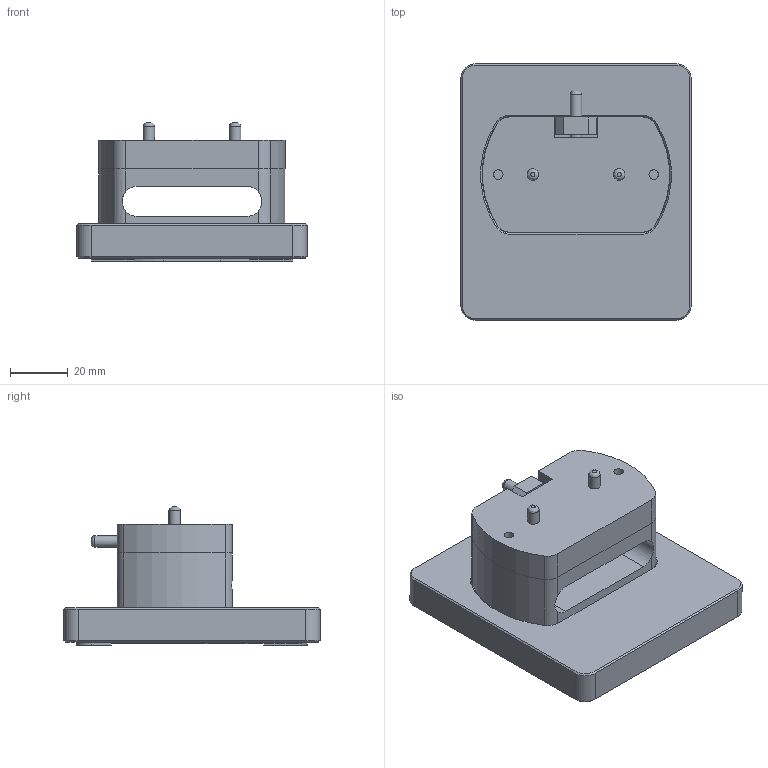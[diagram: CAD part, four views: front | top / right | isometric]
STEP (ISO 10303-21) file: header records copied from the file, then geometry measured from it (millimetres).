
FILE_DESCRIPTION(/* description */ (''),/* implementation_level */ '2;1');
FILE_NAME(/* name */ 'Fixation murale v28.step',/* time_stamp */ '2021-03-21T21:51:55+01:00',/* author */ (''),/* organization */ (''),/* preprocessor_version */ 'ST-DEVELOPER v18.1',/* originating_system */ 'Autodesk Translation Framework v9.10.0.1330',/* authorisation */ '');
FILE_SCHEMA (('AUTOMOTIVE_DESIGN { 1 0 10303 214 3 1 1 }'));
Length unit declared in the file: millimetre
Products named in the file (7): Fixation murale; Plaque fixe; Plaque pivotante; Couvercle de fixation; Entretoise de fixation; HI_BN 2102 Vis M4x8; Goupille D4h6x22
Assembly tree (10 placements, depth 2):
  Fixation murale
    Plaque fixe
    Plaque pivotante
    Couvercle de fixation
    Entretoise de fixation
    Goupille D4h6x22  x3
    HI_BN 2102 Vis M4x8  x3
Bounding box: 80 x 89 x 48 mm (x, y, z)
Volume: 124523.8 mm3; surface area: 52042.7 mm2
Topology: 10 solids, 10 shells, 300 faces, 721 edges, 442 vertices
Faces by surface type: plane 142, cylinder 78, cone 71, bspline 6, torus 3
Full cylindrical faces by diameter (mm): 3.332 x5, 4 x7, 4.01 x1, 4.013 x2, 5 x2, 8 x3, 39.9 x1, 40 x1
Entity records: 7900 total; most frequent: CARTESIAN_POINT 1608, DIRECTION 1338, ORIENTED_EDGE 1216, EDGE_CURVE 608, AXIS2_PLACEMENT_3D 488, VERTEX_POINT 374, LINE 362, VECTOR 362
